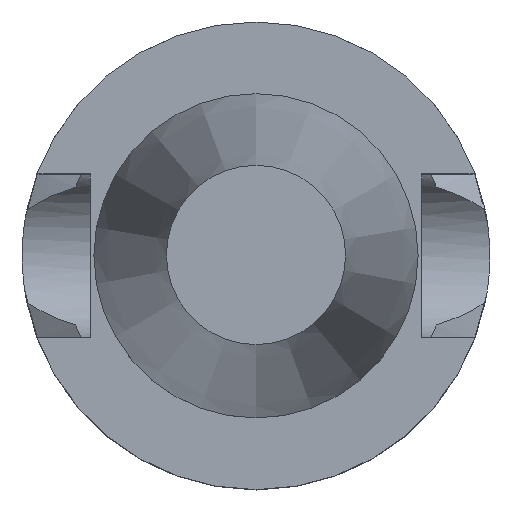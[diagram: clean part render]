
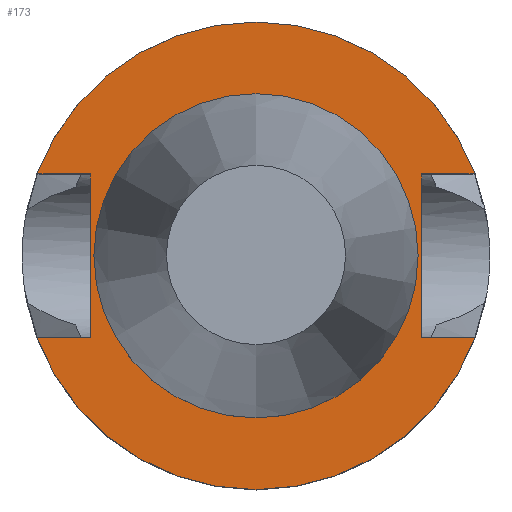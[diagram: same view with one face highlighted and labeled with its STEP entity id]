
A CAD part, top view. The second image highlights one B-rep face of the part: STEP entity #173.
In plain terms, the highlighted planar face has unit normal (0, 0, 1).
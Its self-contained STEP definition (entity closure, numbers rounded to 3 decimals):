
#132=EDGE_CURVE('240[2]',#372,#373,#374,.T.);
#138=EDGE_CURVE('240[2]',#373,#382,#383,.T.);
#168=EDGE_CURVE('240[2]',#379,#372,#428,.T.);
#173=ADVANCED_FACE('240[2]',(#434,#435),#436,.T.);
#234=EDGE_CURVE('240[2]',#474,#505,#520,.T.);
#278=EDGE_CURVE('240[2]',#577,#577,#578,.T.);
#293=EDGE_CURVE('240[2]',#376,#382,#597,.T.);
#303=EDGE_CURVE('240[2]',#379,#505,#608,.T.);
#320=EDGE_CURVE('240[2]',#376,#408,#630,.T.);
#322=EDGE_CURVE('240[2]',#408,#474,#632,.T.);
#372=VERTEX_POINT('',#700);
#373=VERTEX_POINT('',#701);
#374=LINE('',#702,#703);
#376=VERTEX_POINT('',#706);
#379=VERTEX_POINT('',#711);
#382=VERTEX_POINT('',#716);
#383=LINE('',#717,#718);
#408=VERTEX_POINT('',#759);
#428=LINE('',#795,#796);
#434=FACE_OUTER_BOUND('',#869,.T.);
#435=FACE_BOUND('',#870,.T.);
#436=PLANE('',#871);
#474=VERTEX_POINT('',#1015);
#505=VERTEX_POINT('',#1072);
#520=LINE('',#1160,#1161);
#577=VERTEX_POINT('',#1254);
#578=CIRCLE('',#1255,15.948);
#597=CIRCLE('',#1412,23.0);
#608=CIRCLE('',#1519,23.0);
#630=LINE('',#1566,#1567);
#632=LINE('',#1570,#1571);
#700=CARTESIAN_POINT('',(-16.3,8.05,-2.0));
#701=CARTESIAN_POINT('',(-16.3,-8.05,-2.0));
#702=CARTESIAN_POINT('',(-16.3,13.762,-2.0));
#703=VECTOR('',#1598,1.0);
#706=CARTESIAN_POINT('',(21.545,-8.05,-2.0));
#711=CARTESIAN_POINT('',(-21.545,8.05,-2.0));
#716=CARTESIAN_POINT('',(-21.545,-8.05,-2.0));
#717=CARTESIAN_POINT('',(-8.15,-8.05,-2.0));
#718=VECTOR('',#1601,1.0);
#759=CARTESIAN_POINT('',(16.3,-8.05,-2.0));
#795=CARTESIAN_POINT('',(-8.15,8.05,-2.0));
#796=VECTOR('',#1652,1.0);
#869=EDGE_LOOP('',(#1654,#1655,#1656,#1657,#1658,#1659,#1660,#1661));
#870=EDGE_LOOP('',(#1662));
#871=AXIS2_PLACEMENT_3D('',#1663,#1664,#1665);
#1015=CARTESIAN_POINT('',(16.3,8.05,-2.0));
#1072=CARTESIAN_POINT('',(21.545,8.05,-2.0));
#1160=CARTESIAN_POINT('',(8.15,8.05,-2.0));
#1161=VECTOR('',#1765,1.0);
#1254=CARTESIAN_POINT('',(0.,15.948,-2.0));
#1255=AXIS2_PLACEMENT_3D('',#1843,#1844,#1845);
#1412=AXIS2_PLACEMENT_3D('',#1861,#1862,#1863);
#1519=AXIS2_PLACEMENT_3D('',#1867,#1868,#1869);
#1566=CARTESIAN_POINT('',(8.15,-8.05,-2.0));
#1567=VECTOR('',#1892,1.0);
#1570=CARTESIAN_POINT('',(16.3,5.712,-2.0));
#1571=VECTOR('',#1893,1.0);
#1598=DIRECTION('',(0.0,-1.0,0.));
#1601=DIRECTION('',(-1.0,0.,0.));
#1652=DIRECTION('',(1.0,0.,0.));
#1654=ORIENTED_EDGE('',*,*,#138,.T.);
#1655=ORIENTED_EDGE('',*,*,#293,.F.);
#1656=ORIENTED_EDGE('',*,*,#320,.T.);
#1657=ORIENTED_EDGE('',*,*,#322,.T.);
#1658=ORIENTED_EDGE('',*,*,#234,.T.);
#1659=ORIENTED_EDGE('',*,*,#303,.F.);
#1660=ORIENTED_EDGE('',*,*,#168,.T.);
#1661=ORIENTED_EDGE('',*,*,#132,.T.);
#1662=ORIENTED_EDGE('',*,*,#278,.T.);
#1663=CARTESIAN_POINT('',(0.,19.474,-2.0));
#1664=DIRECTION('',(0.,0.,1.0));
#1665=DIRECTION('',(1.0,0.,0.0));
#1765=DIRECTION('',(1.0,0.,0.));
#1843=CARTESIAN_POINT('',(0.,0.,-2.0));
#1844=DIRECTION('',(0.,0.,-1.0));
#1845=DIRECTION('',(0.,1.0,0.));
#1861=CARTESIAN_POINT('',(0.,0.,-2.0));
#1862=DIRECTION('',(0.,0.,-1.0));
#1863=DIRECTION('',(0.,1.0,0.));
#1867=CARTESIAN_POINT('',(0.,0.,-2.0));
#1868=DIRECTION('',(0.,0.,-1.0));
#1869=DIRECTION('',(0.,1.0,0.));
#1892=DIRECTION('',(-1.0,0.,0.));
#1893=DIRECTION('',(0.0,1.0,0.));
